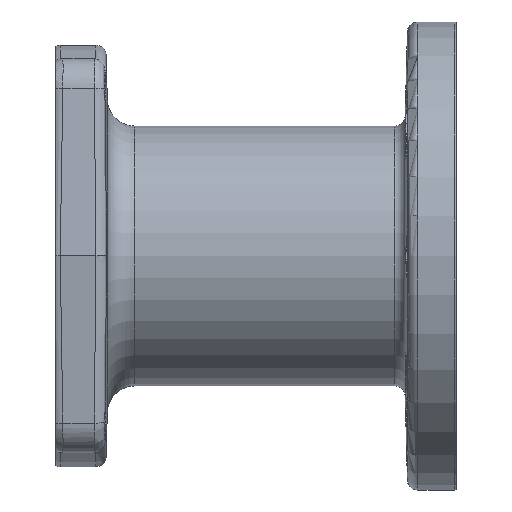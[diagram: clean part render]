
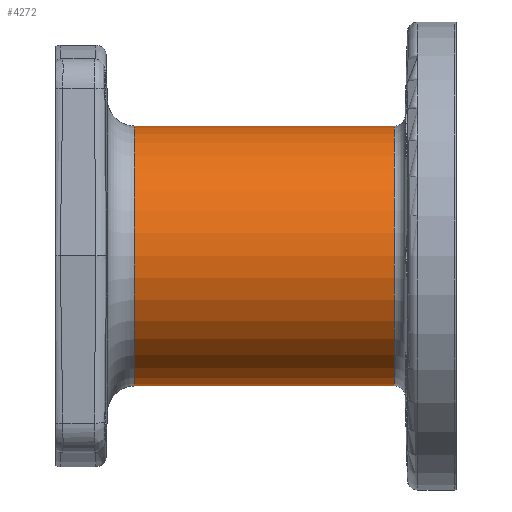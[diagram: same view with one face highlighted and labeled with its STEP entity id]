
A CAD part, top view. The second image highlights one B-rep face of the part: STEP entity #4272.
In plain terms, the highlighted cylindrical face has radius 38.1 mm (diameter 76.2 mm), a partial arc.
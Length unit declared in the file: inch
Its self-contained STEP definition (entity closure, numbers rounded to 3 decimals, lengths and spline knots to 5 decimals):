
#1282=CARTESIAN_POINT('',(1.00159,0.,0.));
#1283=DIRECTION('',(1.,0.,0.));
#1284=DIRECTION('',(0.,1.,0.));
#1285=AXIS2_PLACEMENT_3D('',#1282,#1283,#1284);
#1302=DIRECTION('',(-1.,0.,0.));
#1303=VECTOR('',#1302,3.00139);
#1304=CARTESIAN_POINT('',(4.00298,1.5,0.));
#1305=LINE('',#1304,#1303);
#1306=DIRECTION('',(-1.,0.,0.));
#1307=VECTOR('',#1306,3.00139);
#1308=CARTESIAN_POINT('',(4.00298,-1.5,0.));
#1309=LINE('',#1308,#1307);
#1325=CARTESIAN_POINT('',(4.00298,0.,0.));
#1326=DIRECTION('',(1.,0.,0.));
#1327=DIRECTION('',(0.,1.,0.));
#1328=AXIS2_PLACEMENT_3D('',#1325,#1326,#1327);
#1947=CARTESIAN_POINT('',(1.00159,-1.5,0.));
#1948=CARTESIAN_POINT('',(1.00159,1.5,0.));
#1949=VERTEX_POINT('',#1947);
#1950=VERTEX_POINT('',#1948);
#1951=CARTESIAN_POINT('',(4.00298,1.5,0.));
#1952=CARTESIAN_POINT('',(4.00298,-1.5,0.));
#1953=VERTEX_POINT('',#1951);
#1954=VERTEX_POINT('',#1952);
#4261=CARTESIAN_POINT('',(-0.24771,0.,0.));
#4262=DIRECTION('',(1.,0.,0.));
#4263=DIRECTION('',(0.,-1.,0.));
#4264=AXIS2_PLACEMENT_3D('',#4261,#4262,#4263);
#4265=CYLINDRICAL_SURFACE('',#4264,1.5);
#4266=ORIENTED_EDGE('',*,*,#4252,.T.);
#4267=ORIENTED_EDGE('',*,*,#4227,.T.);
#4268=ORIENTED_EDGE('',*,*,#4197,.F.);
#4269=ORIENTED_EDGE('',*,*,#4224,.F.);
#4270=EDGE_LOOP('',(#4266,#4267,#4268,#4269));
#4271=FACE_OUTER_BOUND('',#4270,.F.);
#1286=CIRCLE('',#1285,1.5);
#1329=CIRCLE('',#1328,1.5);
#4197=EDGE_CURVE('',#1950,#1949,#1286,.T.);
#4224=EDGE_CURVE('',#1953,#1950,#1305,.T.);
#4227=EDGE_CURVE('',#1954,#1949,#1309,.T.);
#4252=EDGE_CURVE('',#1953,#1954,#1329,.T.);
#4272=ADVANCED_FACE('',(#4271),#4265,.T.);
